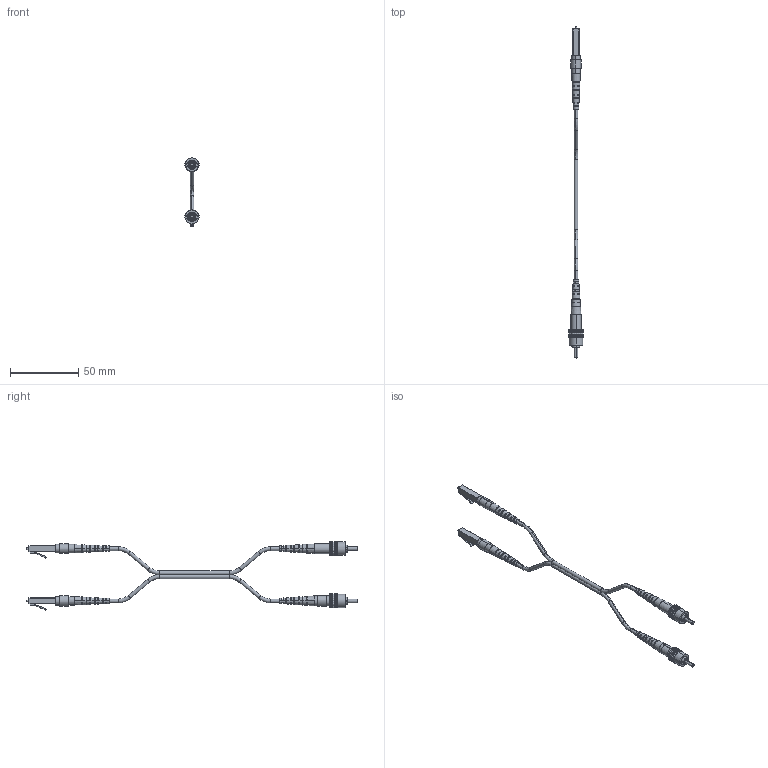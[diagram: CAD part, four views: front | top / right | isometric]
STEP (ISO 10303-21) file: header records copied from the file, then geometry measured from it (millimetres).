
FILE_DESCRIPTION (( 'STEP AP203' ), '1' );
FILE_NAME ('FODST-LC.STEP', '2006-06-23T19:36:38', ( 'lcom' ), ( 'lcom' ), 'SwSTEP 2.0', 'SolidWorks 2006004', '' );
FILE_SCHEMA (( 'CONFIG_CONTROL_DESIGN' ));
Length unit declared in the file: inch
Products named in the file (11): FOC-001BA-PROD-MA1; FODST-LC; SP15733-MA2; FOC-001BA; FOC-001BA-PROD-MA3; FOC-001BA-PROD-MA2; CONN-LC3-220-3-MA1_WITHOU BACK CLIP; CONN-LC3-220-3; CONN-LC3-220-3-MA2; N602-INS-ZC-62PFD; SP15733-MA1
Assembly tree (13 placements, depth 3):
  FODST-LC
    SP15733-MA2
    SP15733-MA1  x2
    FOC-001BA  x2
      FOC-001BA-PROD-MA1
      FOC-001BA-PROD-MA2
      FOC-001BA-PROD-MA3
    N602-INS-ZC-62PFD
    CONN-LC3-220-3  x2
      CONN-LC3-220-3-MA2
      CONN-LC3-220-3-MA1_WITHOU BACK CLIP
Bounding box: 10.3 x 243.24 x 50.4 mm (x, y, z)
Volume: 6528.1 mm3; surface area: 13383.9 mm2
Topology: 14 solids, 14 shells, 711 faces, 2007 edges, 1294 vertices
Faces by surface type: plane 506, cylinder 113, cone 60, torus 24, sphere 8
Entity records: 13974 total; most frequent: CARTESIAN_POINT 2827, ORIENTED_EDGE 2090, DIRECTION 2081, EDGE_CURVE 1045, AXIS2_PLACEMENT_3D 756, VERTEX_POINT 672, VECTOR 569, LINE 569
